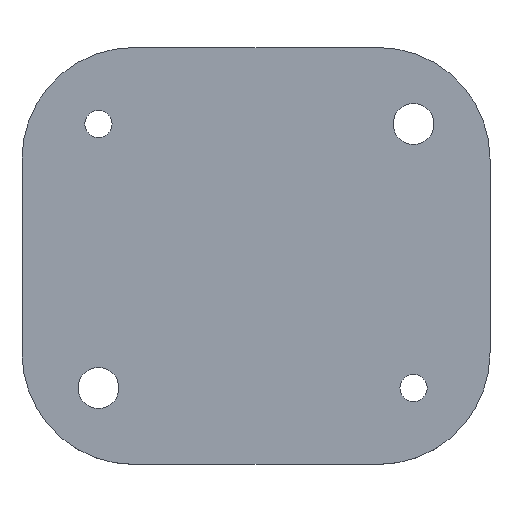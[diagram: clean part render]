
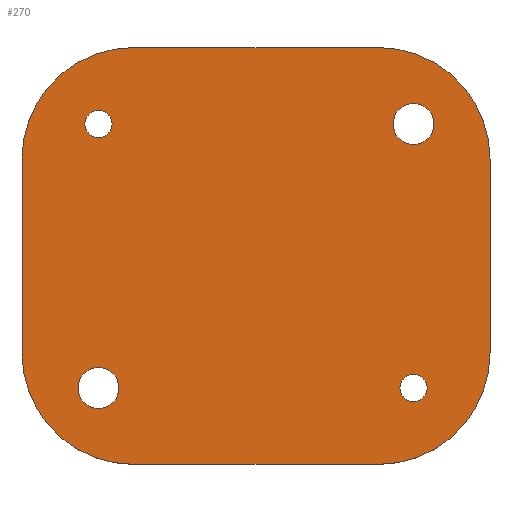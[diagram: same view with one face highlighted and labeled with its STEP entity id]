
A CAD part, top view. The second image highlights one B-rep face of the part: STEP entity #270.
In plain terms, the highlighted planar face has unit normal (0, 0, 1).
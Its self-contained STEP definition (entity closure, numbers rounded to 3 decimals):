
#19=FACE_BOUND('',#57,.T.);
#20=FACE_BOUND('',#58,.T.);
#21=FACE_BOUND('',#59,.T.);
#22=FACE_BOUND('',#60,.T.);
#26=PLANE('',#312);
#38=FACE_OUTER_BOUND('',#56,.T.);
#56=EDGE_LOOP('',(#225,#226,#227,#228,#229,#230,#231,#232));
#57=EDGE_LOOP('',(#233));
#58=EDGE_LOOP('',(#234));
#59=EDGE_LOOP('',(#235));
#60=EDGE_LOOP('',(#236));
#73=LINE('',#440,#93);
#79=LINE('',#461,#99);
#81=LINE('',#467,#101);
#82=LINE('',#469,#102);
#93=VECTOR('',#361,10.);
#99=VECTOR('',#381,10.);
#101=VECTOR('',#387,10.);
#102=VECTOR('',#390,10.);
#106=CIRCLE('',#291,1.65);
#108=CIRCLE('',#294,1.1);
#110=CIRCLE('',#297,1.1);
#112=CIRCLE('',#300,1.65);
#114=CIRCLE('',#303,9.);
#118=CIRCLE('',#310,9.);
#119=CIRCLE('',#313,9.);
#120=CIRCLE('',#314,9.);
#122=VERTEX_POINT('',#405);
#124=VERTEX_POINT('',#411);
#126=VERTEX_POINT('',#417);
#128=VERTEX_POINT('',#423);
#131=VERTEX_POINT('',#430);
#132=VERTEX_POINT('',#432);
#134=VERTEX_POINT('',#438);
#140=VERTEX_POINT('',#454);
#141=VERTEX_POINT('',#455);
#142=VERTEX_POINT('',#460);
#143=VERTEX_POINT('',#464);
#144=VERTEX_POINT('',#466);
#147=EDGE_CURVE('',#122,#122,#106,.T.);
#150=EDGE_CURVE('',#124,#124,#108,.F.);
#153=EDGE_CURVE('',#126,#126,#110,.F.);
#156=EDGE_CURVE('',#128,#128,#112,.T.);
#159=EDGE_CURVE('',#131,#132,#114,.T.);
#163=EDGE_CURVE('',#134,#131,#73,.F.);
#170=EDGE_CURVE('',#140,#141,#118,.T.);
#173=EDGE_CURVE('',#141,#142,#79,.F.);
#175=EDGE_CURVE('',#143,#134,#119,.T.);
#176=EDGE_CURVE('',#144,#143,#81,.F.);
#177=EDGE_CURVE('',#142,#144,#120,.T.);
#178=EDGE_CURVE('',#140,#132,#82,.T.);
#225=ORIENTED_EDGE('',*,*,#159,.F.);
#226=ORIENTED_EDGE('',*,*,#163,.F.);
#227=ORIENTED_EDGE('',*,*,#175,.F.);
#228=ORIENTED_EDGE('',*,*,#176,.F.);
#229=ORIENTED_EDGE('',*,*,#177,.F.);
#230=ORIENTED_EDGE('',*,*,#173,.F.);
#231=ORIENTED_EDGE('',*,*,#170,.F.);
#232=ORIENTED_EDGE('',*,*,#178,.T.);
#233=ORIENTED_EDGE('',*,*,#147,.T.);
#234=ORIENTED_EDGE('',*,*,#150,.T.);
#235=ORIENTED_EDGE('',*,*,#153,.T.);
#236=ORIENTED_EDGE('',*,*,#156,.T.);
#270=ADVANCED_FACE('',(#38,#19,#20,#21,#22),#26,.F.);
#291=AXIS2_PLACEMENT_3D('',#407,#326,#327);
#294=AXIS2_PLACEMENT_3D('',#413,#333,#334);
#297=AXIS2_PLACEMENT_3D('',#419,#340,#341);
#300=AXIS2_PLACEMENT_3D('',#425,#347,#348);
#303=AXIS2_PLACEMENT_3D('',#433,#354,#355);
#310=AXIS2_PLACEMENT_3D('',#456,#375,#376);
#312=AXIS2_PLACEMENT_3D('',#463,#383,#384);
#313=AXIS2_PLACEMENT_3D('',#465,#385,#386);
#314=AXIS2_PLACEMENT_3D('',#468,#388,#389);
#326=DIRECTION('center_axis',(0.,0.,-1.));
#327=DIRECTION('ref_axis',(-1.,0.,0.));
#333=DIRECTION('center_axis',(0.,0.,1.));
#334=DIRECTION('ref_axis',(-1.,0.,0.));
#340=DIRECTION('center_axis',(0.,0.,1.));
#341=DIRECTION('ref_axis',(-1.,0.,0.));
#347=DIRECTION('center_axis',(0.,0.,-1.));
#348=DIRECTION('ref_axis',(-1.,0.,0.));
#354=DIRECTION('center_axis',(0.,0.,-1.));
#355=DIRECTION('ref_axis',(-0.707,-0.707,0.));
#361=DIRECTION('',(1.,0.,0.));
#375=DIRECTION('center_axis',(0.,0.,-1.));
#376=DIRECTION('ref_axis',(-0.707,0.707,0.));
#381=DIRECTION('',(-1.,0.,0.));
#383=DIRECTION('center_axis',(0.,0.,-1.));
#384=DIRECTION('ref_axis',(-1.,0.,0.));
#385=DIRECTION('center_axis',(0.,0.,-1.));
#386=DIRECTION('ref_axis',(0.707,-0.707,0.));
#387=DIRECTION('',(0.,1.,0.));
#388=DIRECTION('center_axis',(0.,0.,-1.));
#389=DIRECTION('ref_axis',(0.707,0.707,0.));
#390=DIRECTION('',(0.,-1.,0.));
#405=CARTESIAN_POINT('',(131.988,29.125,3.));
#407=CARTESIAN_POINT('Origin',(130.338,29.125,3.));
#411=CARTESIAN_POINT('',(156.869,29.125,3.));
#413=CARTESIAN_POINT('Origin',(155.769,29.125,3.));
#417=CARTESIAN_POINT('',(131.438,50.431,3.));
#419=CARTESIAN_POINT('Origin',(130.338,50.431,3.));
#423=CARTESIAN_POINT('',(157.419,50.431,3.));
#425=CARTESIAN_POINT('Origin',(155.769,50.431,3.));
#430=CARTESIAN_POINT('',(133.166,22.953,3.));
#432=CARTESIAN_POINT('',(124.166,31.953,3.));
#433=CARTESIAN_POINT('Origin',(133.166,31.953,3.));
#438=CARTESIAN_POINT('',(152.941,22.953,3.));
#440=CARTESIAN_POINT('',(81.728,22.953,3.));
#454=CARTESIAN_POINT('',(124.166,47.603,3.));
#455=CARTESIAN_POINT('',(133.166,56.603,3.));
#456=CARTESIAN_POINT('Origin',(133.166,47.603,3.));
#460=CARTESIAN_POINT('',(152.941,56.603,3.));
#461=CARTESIAN_POINT('',(-81.697,56.603,3.));
#463=CARTESIAN_POINT('Origin',(0.016,39.778,3.));
#464=CARTESIAN_POINT('',(161.941,31.953,3.));
#465=CARTESIAN_POINT('Origin',(152.941,31.953,3.));
#466=CARTESIAN_POINT('',(161.941,47.603,3.));
#467=CARTESIAN_POINT('',(161.941,48.94,3.));
#468=CARTESIAN_POINT('Origin',(152.941,47.603,3.));
#469=CARTESIAN_POINT('',(124.166,31.365,3.));
